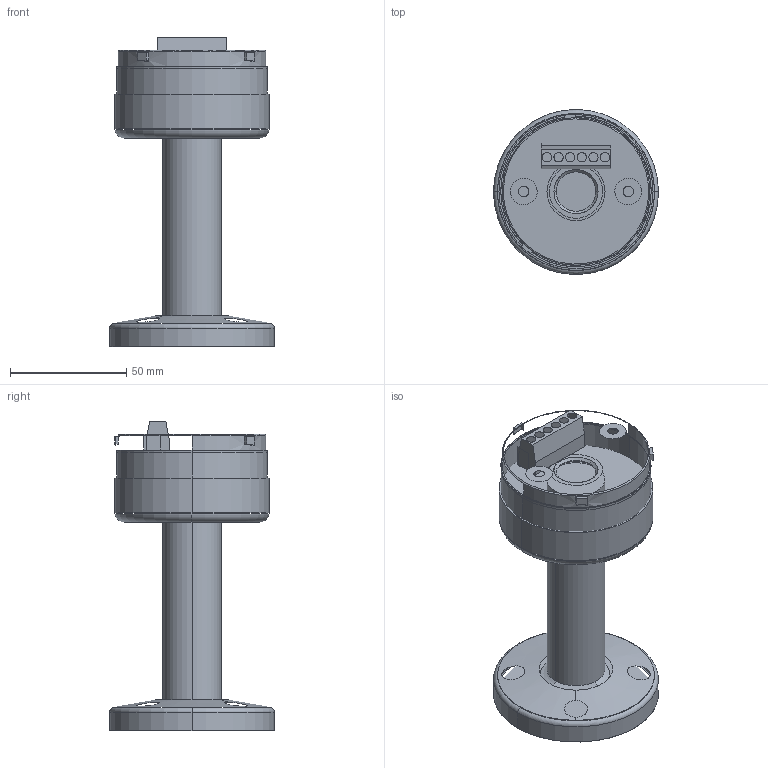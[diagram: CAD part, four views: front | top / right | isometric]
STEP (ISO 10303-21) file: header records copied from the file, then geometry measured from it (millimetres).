
FILE_DESCRIPTION((''),'2;1');
FILE_NAME('BSR-70mm-sstube10cm SS.stp','2012-12-11T09:39:30',(''),(''),'Mechanical Desktop 2011','Mechanical Desktop 2011',', , ');
FILE_SCHEMA(('CONFIG_CONTROL_DESIGN'));
Length unit declared in the file: millimetre
Products named in the file (1): Product
Bounding box: 71 x 71 x 133.5 mm (x, y, z)
Volume: 100508.1 mm3; surface area: 43140.4 mm2
Topology: 3 solids, 23 shells, 61 faces, 282 edges, 287 vertices
Faces by surface type: bspline 28, cylinder 15, torus 8, plane 6, cone 4
Entity records: 3834 total; most frequent: CARTESIAN_POINT 1978, DIRECTION 257, ORIENTED_EDGE 162, EDGE_CURVE 142, QUASI_UNIFORM_CURVE 142, VERTEX_POINT 134, PCURVE 130, COMPOSITE_CURVE_SEGMENT 130
